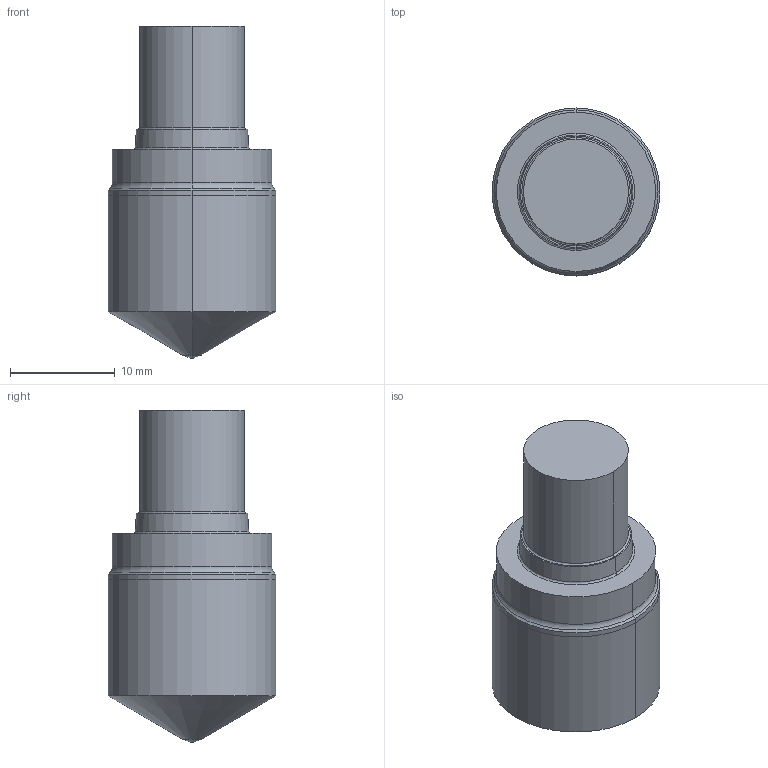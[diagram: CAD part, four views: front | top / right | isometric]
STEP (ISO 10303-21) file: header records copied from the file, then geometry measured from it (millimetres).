
FILE_DESCRIPTION((''),'2;1');
FILE_NAME('45P16015TRRA60','2015-11-28T',('schorn'),(''),'PRO/ENGINEER BY PARAMETRIC TECHNOLOGY CORPORATION, 2011490','PRO/ENGINEER BY PARAMETRIC TECHNOLOGY CORPORATION, 2011490','');
FILE_SCHEMA(('AUTOMOTIVE_DESIGN { 1 2 10303 214 0 1 1 1 }'));
Length unit declared in the file: millimetre
Products named in the file (3): NOCUT; CUT; 45P16015TRRA60
Assembly tree (2 placements, depth 2):
  45P16015TRRA60
    NOCUT
    CUT
Bounding box: 16 x 16 x 31.65 mm (x, y, z)
Volume: 4301.4 mm3; surface area: 1957.7 mm2
Topology: 2 solids, 2 shells, 28 faces, 54 edges, 34 vertices
Faces by surface type: cylinder 8, cone 8, plane 6, torus 6
Entity records: 1128 total; most frequent: DIRECTION 174, CARTESIAN_POINT 133, ORIENTED_EDGE 104, AXIS2_PLACEMENT_3D 78, PRESENTATION_STYLE_ASSIGNMENT 61, STYLED_ITEM 61, CURVE_STYLE 59, EDGE_CURVE 52
